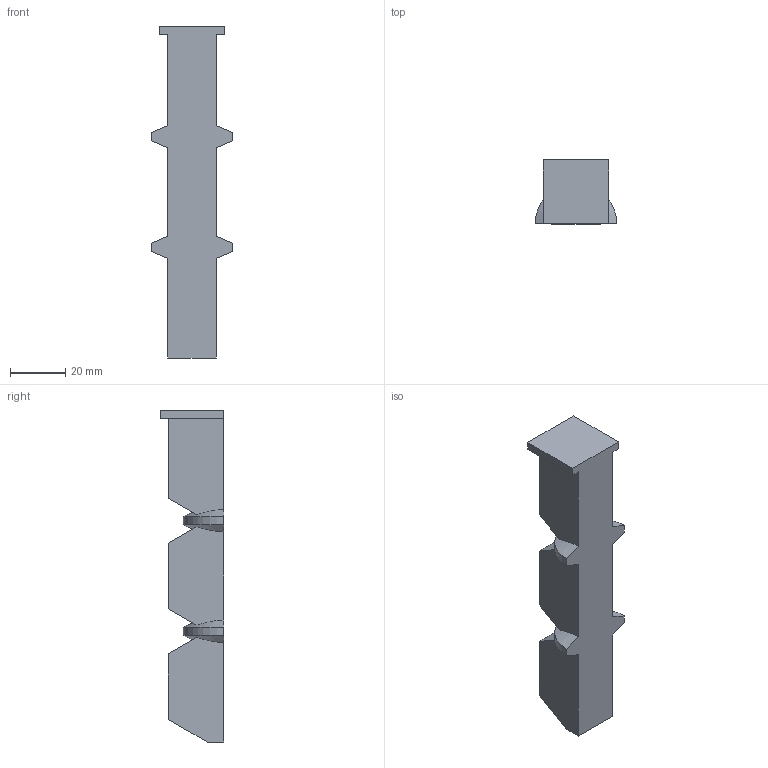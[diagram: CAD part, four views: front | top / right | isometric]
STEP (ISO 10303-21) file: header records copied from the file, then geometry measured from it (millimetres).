
FILE_DESCRIPTION(('Open CASCADE Model'),'2;1');
FILE_NAME('Open CASCADE Shape Model','2023-03-20T12:15:30',('Author'),( 'Open CASCADE'),'Open CASCADE STEP processor 7.6','Open CASCADE 7.6' ,'Unknown');
FILE_SCHEMA(('AUTOMOTIVE_DESIGN { 1 0 10303 214 1 1 1 1 }'));
Length unit declared in the file: millimetre
Products named in the file (1): Open CASCADE STEP translator 7.6 5
Bounding box: 29.5 x 23 x 120 mm (x, y, z)
Volume: 37896.4 mm3; surface area: 11618.3 mm2
Topology: 1 solids, 3 shells, 39 faces, 99 edges, 66 vertices
Faces by surface type: plane 27, cone 8, cylinder 4
Entity records: 2589 total; most frequent: CARTESIAN_POINT 648, DIRECTION 352, LINE 204, VECTOR 204, ORIENTED_EDGE 198, PCURVE 198, DEFINITIONAL_REPRESENTATION 198, EDGE_CURVE 99
